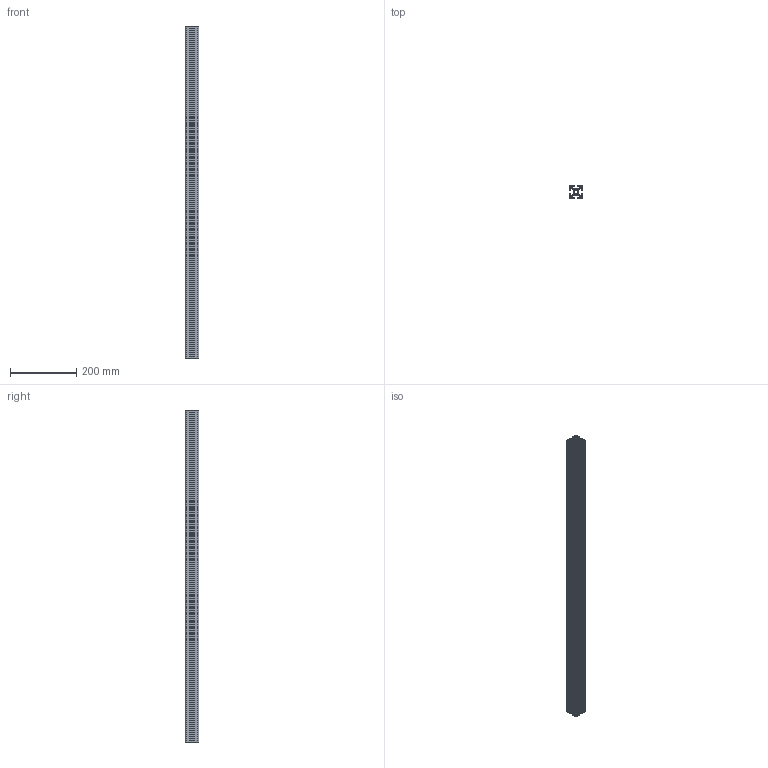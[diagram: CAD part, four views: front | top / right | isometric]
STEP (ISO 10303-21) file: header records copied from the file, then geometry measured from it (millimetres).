
FILE_DESCRIPTION (( 'STEP AP214' ), '1' );
FILE_NAME ('444SL Êîíñòðóêöèîííûé ïðîôèëü 40õ40SL.STEP', '2019-03-07T09:39:16', ( 'Ïîëüçîâàòåëü Windows' ), ( '' ), 'SwSTEP 2.0', 'SolidWorks 2018', '' );
FILE_SCHEMA (( 'AUTOMOTIVE_DESIGN' ));
Length unit declared in the file: millimetre
Products named in the file (1): 444SL Êîíñòðóêöèîííûé ïðîôèëü 40õ40SL
Bounding box: 40 x 40 x 1000 mm (x, y, z)
Volume: 360585.3 mm3; surface area: 607859.4 mm2
Topology: 1 solids, 1 shells, 374 faces, 1116 edges, 744 vertices
Faces by surface type: plane 202, cylinder 172
Entity records: 12698 total; most frequent: CARTESIAN_POINT 2235, ORIENTED_EDGE 2232, DIRECTION 2210, EDGE_CURVE 1116, VECTOR 772, LINE 772, VERTEX_POINT 744, AXIS2_PLACEMENT_3D 719
